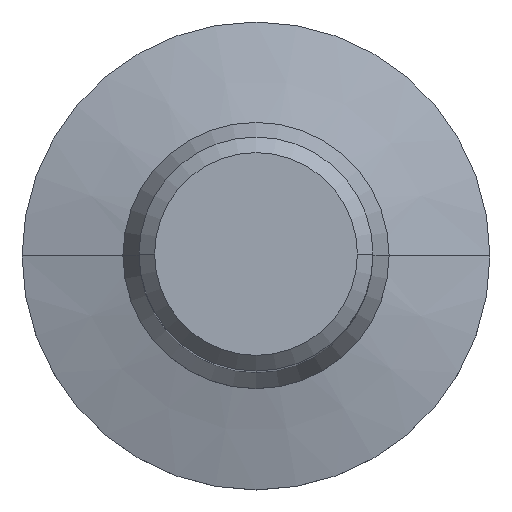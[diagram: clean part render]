
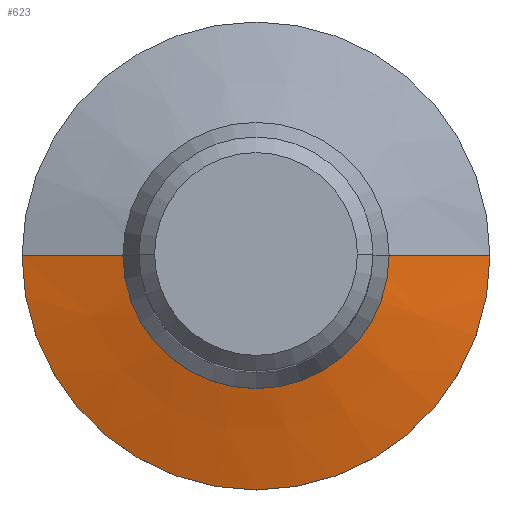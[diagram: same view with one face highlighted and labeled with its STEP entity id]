
A CAD part, top view. The second image highlights one B-rep face of the part: STEP entity #623.
In plain terms, the highlighted conical face has half-angle 75 degrees and reference radius 3.81 mm.
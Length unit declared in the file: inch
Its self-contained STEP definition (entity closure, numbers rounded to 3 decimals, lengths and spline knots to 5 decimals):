
#76 = AXIS2_PLACEMENT_3D ( 'NONE', #631, #244, #754 ) ;
#81 = VECTOR ( 'NONE', #178, 39.37008 ) ;
#110 = DIRECTION ( 'NONE',  ( 0.966, 0., -0.259 ) ) ;
#159 = VECTOR ( 'NONE', #110, 39.37008 ) ;
#163 = DIRECTION ( 'NONE',  ( 0., 0., -1. ) ) ;
#178 = DIRECTION ( 'NONE',  ( -0.966, 0., -0.259 ) ) ;
#229 = DIRECTION ( 'NONE',  ( -1., 0., 0. ) ) ;
#233 = VERTEX_POINT ( 'NONE', #613 ) ;
#244 = DIRECTION ( 'NONE',  ( 0., 0., -1. ) ) ;
#251 = VERTEX_POINT ( 'NONE', #807 ) ;
#254 = ORIENTED_EDGE ( 'NONE', *, *, #311, .F. ) ;
#285 = FACE_OUTER_BOUND ( 'NONE', #515, .T. ) ;
#302 = CARTESIAN_POINT ( 'NONE',  ( -0.15, 0., -0.72 ) ) ;
#311 = EDGE_CURVE ( 'NONE', #774, #251, #715, .T. ) ;
#313 = EDGE_CURVE ( 'NONE', #817, #251, #814, .T. ) ;
#350 = DIRECTION ( 'NONE',  ( -1., 0., 0. ) ) ;
#403 = CARTESIAN_POINT ( 'NONE',  ( 0., 0., -0.72 ) ) ;
#410 = CARTESIAN_POINT ( 'NONE',  ( 0.15, 0., -0.72 ) ) ;
#411 = CARTESIAN_POINT ( 'NONE',  ( 0., 0., -0.6999 ) ) ;
#420 = AXIS2_PLACEMENT_3D ( 'NONE', #411, #539, #350 ) ;
#438 = CARTESIAN_POINT ( 'NONE',  ( 0.15, 0., -0.72 ) ) ;
#478 = ORIENTED_EDGE ( 'NONE', *, *, #729, .F. ) ;
#482 = EDGE_CURVE ( 'NONE', #233, #817, #498, .T. ) ;
#498 = CIRCLE ( 'NONE', #420, 0.075 ) ;
#513 = ORIENTED_EDGE ( 'NONE', *, *, #482, .T. ) ;
#515 = EDGE_LOOP ( 'NONE', ( #478, #513, #552, #254 ) ) ;
#539 = DIRECTION ( 'NONE',  ( 0., 0., -1. ) ) ;
#545 = CONICAL_SURFACE ( 'NONE', #611, 0.15, 1.309 ) ;
#552 = ORIENTED_EDGE ( 'NONE', *, *, #313, .T. ) ;
#608 = LINE ( 'NONE', #410, #159 ) ;
#611 = AXIS2_PLACEMENT_3D ( 'NONE', #403, #163, #229 ) ;
#613 = CARTESIAN_POINT ( 'NONE',  ( 0.075, 0., -0.6999 ) ) ;
#618 = CARTESIAN_POINT ( 'NONE',  ( -0.075, 0., -0.6999 ) ) ;
#623 = ADVANCED_FACE ( 'NONE', ( #285 ), #545, .T. ) ;
#631 = CARTESIAN_POINT ( 'NONE',  ( 0., 0., -0.72 ) ) ;
#715 = CIRCLE ( 'NONE', #76, 0.15 ) ;
#729 = EDGE_CURVE ( 'NONE', #233, #774, #608, .T. ) ;
#754 = DIRECTION ( 'NONE',  ( -1., 0., 0. ) ) ;
#774 = VERTEX_POINT ( 'NONE', #438 ) ;
#807 = CARTESIAN_POINT ( 'NONE',  ( -0.15, 0., -0.72 ) ) ;
#814 = LINE ( 'NONE', #302, #81 ) ;
#817 = VERTEX_POINT ( 'NONE', #618 ) ;
